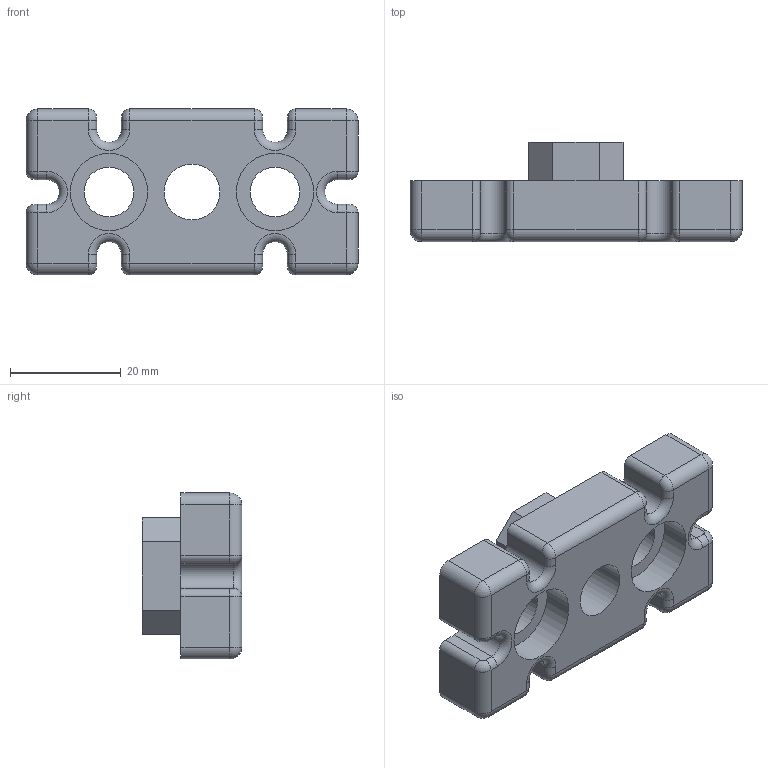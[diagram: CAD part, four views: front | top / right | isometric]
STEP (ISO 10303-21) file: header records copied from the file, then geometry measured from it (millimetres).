
FILE_DESCRIPTION (( 'STEP AP203' ), '1' );
FILE_NAME ('3_842_536_560_Bosch.step', '2024-06-10T08:33:31', ( '' ), ( '' ), 'SwSTEP 2.0', 'SolidWorks 2014', '' );
FILE_SCHEMA (( 'CONFIG_CONTROL_DESIGN' ));
Length unit declared in the file: millimetre
Products named in the file (1): 3_842_536_560_Bosch
Bounding box: 60 x 18 x 30 mm (x, y, z)
Volume: 16260.1 mm3; surface area: 7002.8 mm2
Topology: 1 solids, 1 shells, 113 faces, 278 edges, 166 vertices
Faces by surface type: cylinder 54, plane 35, torus 18, sphere 4, cone 2
Entity records: 3385 total; most frequent: DIRECTION 630, CARTESIAN_POINT 554, ORIENTED_EDGE 548, EDGE_CURVE 274, AXIS2_PLACEMENT_3D 242, VERTEX_POINT 166, VECTOR 146, LINE 146
